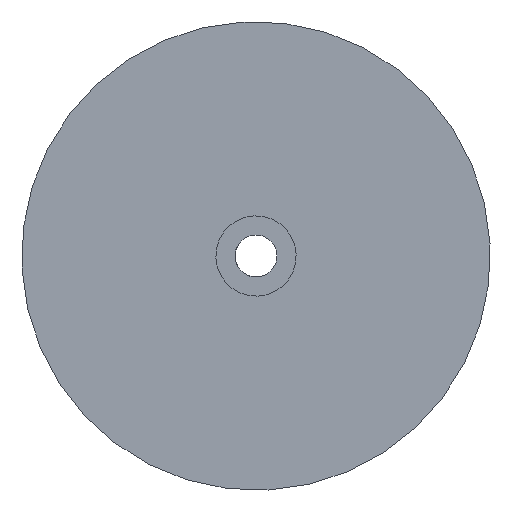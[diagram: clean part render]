
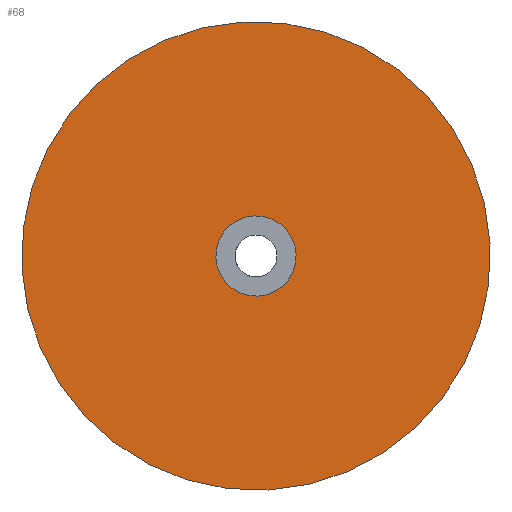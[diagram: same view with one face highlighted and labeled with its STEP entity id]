
A CAD part, front view. The second image highlights one B-rep face of the part: STEP entity #68.
In plain terms, the highlighted planar face has unit normal (0, -1, 0).
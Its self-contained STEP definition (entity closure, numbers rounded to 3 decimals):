
#68=ADVANCED_FACE('',(#134,#135),#136,.T.);
#134=FACE_OUTER_BOUND('',#192,.T.);
#135=FACE_BOUND('',#193,.T.);
#136=PLANE('',#194);
#192=EDGE_LOOP('',(#326,#327,#328));
#193=EDGE_LOOP('',(#329,#330,#331));
#194=AXIS2_PLACEMENT_3D('',#332,#333,#334);
#326=ORIENTED_EDGE('',*,*,#384,.T.);
#327=ORIENTED_EDGE('',*,*,#340,.T.);
#328=ORIENTED_EDGE('',*,*,#385,.T.);
#329=ORIENTED_EDGE('',*,*,#372,.T.);
#330=ORIENTED_EDGE('',*,*,#358,.T.);
#331=ORIENTED_EDGE('',*,*,#373,.T.);
#332=CARTESIAN_POINT('',(0.0,-10.0,0.0));
#333=DIRECTION('',(0.0,-1.0,0.0));
#334=DIRECTION('',(0.0,0.0,-1.0));
#340=EDGE_CURVE('',#393,#397,#399,.T.);
#358=EDGE_CURVE('',#426,#430,#432,.T.);
#372=EDGE_CURVE('',#452,#426,#453,.T.);
#373=EDGE_CURVE('',#430,#452,#454,.T.);
#384=EDGE_CURVE('',#466,#393,#467,.T.);
#385=EDGE_CURVE('',#397,#466,#468,.T.);
#393=VERTEX_POINT('',#477);
#397=VERTEX_POINT('',#482);
#399=CIRCLE('',#485,23.5);
#426=VERTEX_POINT('',#516);
#430=VERTEX_POINT('',#521);
#432=CIRCLE('',#524,4.023);
#452=VERTEX_POINT('',#546);
#453=CIRCLE('',#547,4.023);
#454=CIRCLE('',#548,4.023);
#466=VERTEX_POINT('',#560);
#467=CIRCLE('',#561,23.5);
#468=CIRCLE('',#562,23.5);
#477=CARTESIAN_POINT('',(19.723,-10.0,12.777));
#482=CARTESIAN_POINT('',(-19.723,-10.0,-12.777));
#485=AXIS2_PLACEMENT_3D('',#574,#575,#576);
#516=CARTESIAN_POINT('',(3.376,-10.0,2.187));
#521=CARTESIAN_POINT('',(-3.376,-10.0,-2.187));
#524=AXIS2_PLACEMENT_3D('',#607,#608,#609);
#546=CARTESIAN_POINT('',(-2.187,-10.0,3.376));
#547=AXIS2_PLACEMENT_3D('',#633,#634,#635);
#548=AXIS2_PLACEMENT_3D('',#636,#637,#638);
#560=CARTESIAN_POINT('',(12.777,-10.0,-19.723));
#561=AXIS2_PLACEMENT_3D('',#654,#655,#656);
#562=AXIS2_PLACEMENT_3D('',#657,#658,#659);
#574=CARTESIAN_POINT('',(0.,-10.0,0.));
#575=DIRECTION('',(0.,-1.0,0.));
#576=DIRECTION('',(-0.544,0.,0.839));
#607=CARTESIAN_POINT('',(0.,-10.0,0.));
#608=DIRECTION('',(0.,1.0,0.));
#609=DIRECTION('',(0.544,0.,-0.839));
#633=CARTESIAN_POINT('',(0.,-10.0,0.));
#634=DIRECTION('',(0.,1.0,0.));
#635=DIRECTION('',(0.544,0.,-0.839));
#636=CARTESIAN_POINT('',(0.,-10.0,0.));
#637=DIRECTION('',(0.,1.0,0.));
#638=DIRECTION('',(0.544,0.,-0.839));
#654=CARTESIAN_POINT('',(0.,-10.0,0.));
#655=DIRECTION('',(0.,-1.0,0.));
#656=DIRECTION('',(-0.544,0.,0.839));
#657=CARTESIAN_POINT('',(0.,-10.0,0.));
#658=DIRECTION('',(0.,-1.0,0.));
#659=DIRECTION('',(-0.544,0.,0.839));
